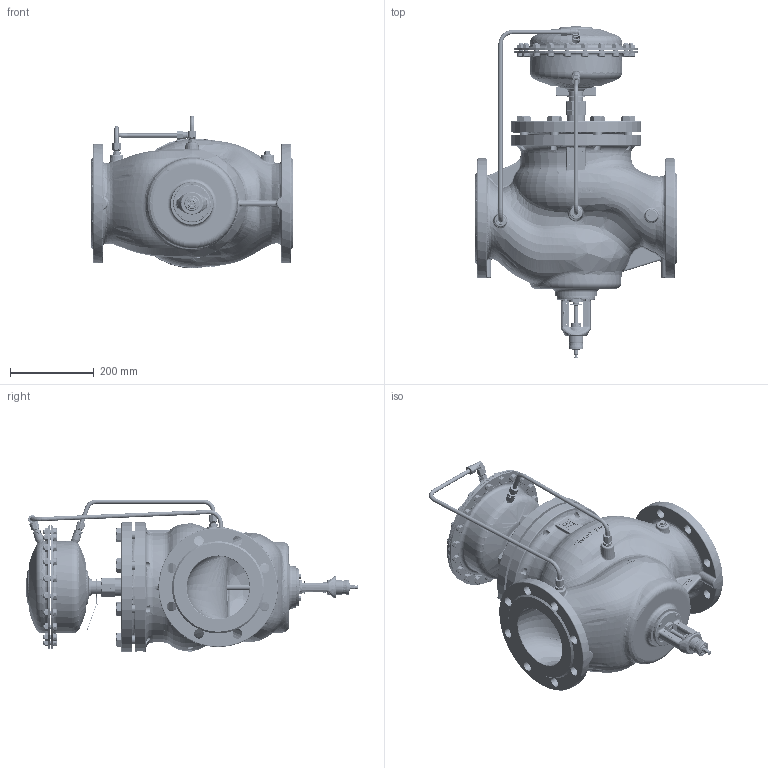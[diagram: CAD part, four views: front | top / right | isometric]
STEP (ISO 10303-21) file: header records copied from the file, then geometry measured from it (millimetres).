
FILE_DESCRIPTION((''),'2;1');
FILE_NAME('AFQM2_003G5508_STEP_ASM','2021-01-18T',('U258099'),('Danfoss'),'CREO PARAMETRIC BY PTC INC, 2018070','CREO PARAMETRIC BY PTC INC, 2018070','');
FILE_SCHEMA(('CONFIG_CONTROL_DESIGN'));
Length unit declared in the file: millimetre
Products named in the file (49): 88650530_VALVE_BODY_VFQM_DN150_; 88650740_VALVE_COVER_VFG_DN15_1; 88652330_STUFFING_BOX_DN150_250; 88652940_CV_PISTON_H_SUB_DN150__ASM; 88651360_SPINDLE_CV_DN150_1_1; 88652800_POINTER_VFQM_1_1; 88651210_YOKE_BODY_DN125_250_1_; HEX_SCREW_DIN933_M06X18_1_1; 88652740_FLOW_LABEL_DN150_1_1; 51817881_SCREW_SF_M3X5_1_1; 88652270_SETT_SCREW_DN125-250_1; 5184037_1_1_1; 188610240_1_1_1_2; WALTER_CONNECTION_1_1_1_2; WALTER_CONNECTION_NUT_1_1_1_2; 8863078_ASM_1_ASM_1_1_ASM; 88653180_VFQM_DN150_PN16_ASM_1__ASM; 88670130_HOUSING320_PN16_M_AF35; 88673400_TUBE_FI38X10X62_MI_AF0; 88671660_PRESSURE_CONNECTOR_4MM; WELD_320_4MM_AF29_1_1; 88671530_COVER320_PN16_MINUS_AS_ASM; 88670160_HOUS_AFQ_320_PN16__AF0; 88671660_PRESSURE_CONNECTOR_AF0; WELD_PRESS_CON_4MM_AF0_1_1; 88672660_COVE_AFQ_320_PN16_PLUS_ASM; 88673520_GASKET_PA_320_PN16_1_1; 88670600_CONNECTING_NUT_G1_1_4_; WALTER_CONNECTION_1_1; WALTER_CONNECTION_NUT_1_1; 8863078_ASM_1_ASM_1_ASM; 88630330_1_1; 88630640_ASM_1_ASM_1_ASM; 51818000_1_1; 52017500_1_1; 51917340_1_1; 88673820_1_1; 88673810_LABEL_PLATE_PA_1_1; 88673840_1_1; 88670640_DISASSEMBLY_BRACKET_PA ...
Assembly tree (120 placements, depth 6):
  AFQM2_003G5508_STEP_ASM
    003G5508_AFQM2_PN16_DN150_0-2_A_ASM
      88653180_VFQM_DN150_PN16_ASM_1__ASM
        88650530_VALVE_BODY_VFQM_DN150_
        88650740_VALVE_COVER_VFG_DN15_1
        88652940_CV_PISTON_H_SUB_DN150__ASM
          88652330_STUFFING_BOX_DN150_250
        88651360_SPINDLE_CV_DN150_1_1
        88652800_POINTER_VFQM_1_1
        88651210_YOKE_BODY_DN125_250_1_
        HEX_SCREW_DIN933_M06X18_1_1  x4
        88652740_FLOW_LABEL_DN150_1_1
        51817881_SCREW_SF_M3X5_1_1  x2
        88652270_SETT_SCREW_DN125-250_1
        5184037_1_1_1  x8
        188610240_1_1_1_2
        8863078_ASM_1_ASM_1_1_ASM  x2
          WALTER_CONNECTION_1_1_1_2
          WALTER_CONNECTION_NUT_1_1_1_2
      003G5596_AFQ2_PN16_320CM2_ASM_1_ASM
        88671530_COVER320_PN16_MINUS_AS_ASM
          88670130_HOUSING320_PN16_M_AF35
          88673400_TUBE_FI38X10X62_MI_AF0
          88671660_PRESSURE_CONNECTOR_4MM
          WELD_320_4MM_AF29_1_1
        88672660_COVE_AFQ_320_PN16_PLUS_ASM
          88670160_HOUS_AFQ_320_PN16__AF0
          88671660_PRESSURE_CONNECTOR_AF0
          WELD_PRESS_CON_4MM_AF0_1_1
        88673520_GASKET_PA_320_PN16_1_1  x2
        88670600_CONNECTING_NUT_G1_1_4_
        88630640_ASM_1_ASM_1_ASM  x2
          8863078_ASM_1_ASM_1_ASM
            WALTER_CONNECTION_1_1
            WALTER_CONNECTION_NUT_1_1
          88630330_1_1
        51818000_1_1  x20
        52017500_1_1  x20
        51917340_1_1  x20
        88673820_1_1
        88673810_LABEL_PLATE_PA_1_1
        88673840_1_1
        88670640_DISASSEMBLY_BRACKET_PA
        56722030_ASM_1_ASM_1_ASM
          PRIKLJUCEK_KOLENO_1_1
          WALTER_PROFILE_RING_1_1
          WALTER_CONNECTION_NUT_1_1
      88674560_TUBE_PL_AFQM_DN150-320
      88674570_TUBE_MI_AFQM_DN150-320
    88650740_VALVE_COVER_VFG_DN150_
Bounding box: 480 x 791.8 x 364.07 mm (x, y, z)
Volume: 12072581.4 mm3; surface area: 2294397 mm2
Topology: 111 solids, 125 shells, 5659 faces, 14997 edges, 9684 vertices
Faces by surface type: plane 2461, cylinder 1322, cone 1011, bspline 448, torus 327, extrusion 47, sphere 27, revolution 16
Entity records: 194426 total; most frequent: CARTESIAN_POINT 96006, ORIENTED_EDGE 21562, DIRECTION 18602, EDGE_CURVE 10809, VERTEX_POINT 7057, AXIS2_PLACEMENT_3D 6795, VECTOR 4996, LINE 4949
